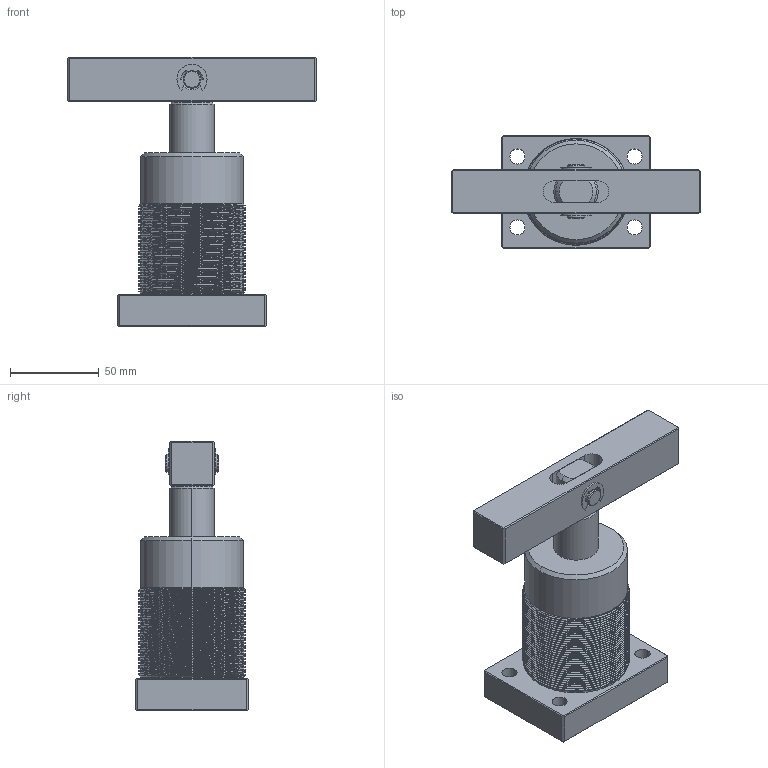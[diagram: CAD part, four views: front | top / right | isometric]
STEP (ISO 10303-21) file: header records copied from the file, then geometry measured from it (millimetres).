
FILE_DESCRIPTION (( 'STEP AP214' ), '1' );
FILE_NAME ('NDS-40AF.STEP', '2018-08-27T07:42:41', ( 'Windows' ), ( 'Microsoft' ), 'SwSTEP 2.0', 'SolidWorks 2015', '' );
FILE_SCHEMA (( 'AUTOMOTIVE_DESIGN' ));
Length unit declared in the file: millimetre
Products named in the file (5): 揤旋-40-2; 种粣-40; 縐銅え; NDS-40AF掛极; NDS-40AF
Assembly tree (5 placements, depth 2):
  NDS-40AF
    NDS-40AF掛极
    縐銅え  x2
    种粣-40
    揤旋-40-2
Bounding box: 140 x 64 x 152 mm (x, y, z)
Volume: 408072.6 mm3; surface area: 60478.9 mm2
Topology: 5 solids, 5 shells, 225 faces, 590 edges, 383 vertices
Faces by surface type: cylinder 137, plane 66, cone 20, bspline 2
Entity records: 11300 total; most frequent: CARTESIAN_POINT 6434, ORIENTED_EDGE 1060, DIRECTION 922, EDGE_CURVE 530, AXIS2_PLACEMENT_3D 344, VERTEX_POINT 343, VECTOR 234, LINE 234
